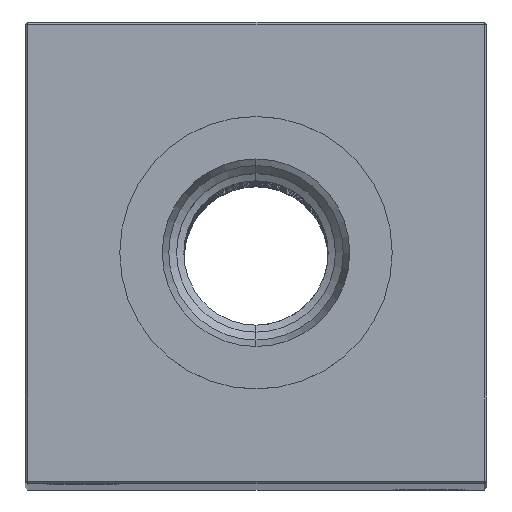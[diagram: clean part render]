
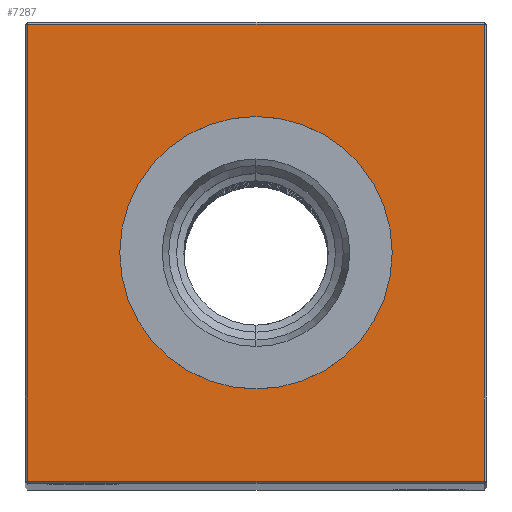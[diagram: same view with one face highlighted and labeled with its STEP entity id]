
A CAD part, top view. The second image highlights one B-rep face of the part: STEP entity #7287.
In plain terms, the highlighted planar face has unit normal (0, 0, 1).
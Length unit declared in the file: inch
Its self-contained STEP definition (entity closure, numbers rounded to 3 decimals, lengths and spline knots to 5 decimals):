
#254 = CARTESIAN_POINT ( 'NONE',  ( 0., 0., 16.25 ) ) ;
#333 = LINE ( 'NONE', #29811, #31059 ) ;
#682 = EDGE_CURVE ( 'NONE', #8962, #11837, #32957, .T. ) ;
#1753 = AXIS2_PLACEMENT_3D ( 'NONE', #18243, #31847, #7658 ) ;
#2047 = CARTESIAN_POINT ( 'NONE',  ( -0.99, 0.99, 16.25 ) ) ;
#2731 = DIRECTION ( 'NONE',  ( 0., 0., -1. ) ) ;
#2988 = DIRECTION ( 'NONE',  ( -1., 0., 0. ) ) ;
#4020 = CARTESIAN_POINT ( 'NONE',  ( 0., -0.99, 16.25 ) ) ;
#6182 = EDGE_CURVE ( 'NONE', #31619, #9721, #33962, .T. ) ;
#6993 = DIRECTION ( 'NONE',  ( 1., 0., 0. ) ) ;
#7099 = EDGE_LOOP ( 'NONE', ( #23096, #25276, #25194, #22544 ) ) ;
#7287 = ADVANCED_FACE ( 'NONE', ( #15599, #9602 ), #29041, .F. ) ;
#7658 = DIRECTION ( 'NONE',  ( -1., 0., 0. ) ) ;
#8104 = EDGE_LOOP ( 'NONE', ( #33829, #13091 ) ) ;
#8962 = VERTEX_POINT ( 'NONE', #9832 ) ;
#9256 = VECTOR ( 'NONE', #16228, 39.37008 ) ;
#9602 = FACE_BOUND ( 'NONE', #8104, .T. ) ;
#9721 = VERTEX_POINT ( 'NONE', #29652 ) ;
#9832 = CARTESIAN_POINT ( 'NONE',  ( 0., 0.59055, 16.25 ) ) ;
#11777 = VECTOR ( 'NONE', #33328, 39.37008 ) ;
#11837 = VERTEX_POINT ( 'NONE', #16178 ) ;
#12077 = AXIS2_PLACEMENT_3D ( 'NONE', #30566, #22433, #33207 ) ;
#13091 = ORIENTED_EDGE ( 'NONE', *, *, #33579, .T. ) ;
#15599 = FACE_OUTER_BOUND ( 'NONE', #7099, .T. ) ;
#16178 = CARTESIAN_POINT ( 'NONE',  ( 0., -0.59055, 16.25 ) ) ;
#16228 = DIRECTION ( 'NONE',  ( 0., 1., 0. ) ) ;
#18243 = CARTESIAN_POINT ( 'NONE',  ( 0., 0., 16.25 ) ) ;
#19377 = AXIS2_PLACEMENT_3D ( 'NONE', #254, #2731, #29391 ) ;
#21945 = VECTOR ( 'NONE', #6993, 39.37008 ) ;
#22369 = CARTESIAN_POINT ( 'NONE',  ( 0.99, -0.99, 16.25 ) ) ;
#22376 = LINE ( 'NONE', #32625, #11777 ) ;
#22433 = DIRECTION ( 'NONE',  ( 0., 0., -1. ) ) ;
#22544 = ORIENTED_EDGE ( 'NONE', *, *, #24656, .T. ) ;
#23096 = ORIENTED_EDGE ( 'NONE', *, *, #28229, .T. ) ;
#23195 = CARTESIAN_POINT ( 'NONE',  ( 0.99, 0., 16.25 ) ) ;
#24656 = EDGE_CURVE ( 'NONE', #9721, #34216, #333, .T. ) ;
#25194 = ORIENTED_EDGE ( 'NONE', *, *, #6182, .T. ) ;
#25276 = ORIENTED_EDGE ( 'NONE', *, *, #28403, .T. ) ;
#26012 = CARTESIAN_POINT ( 'NONE',  ( -0.99, -0.99, 16.25 ) ) ;
#28204 = LINE ( 'NONE', #4020, #21945 ) ;
#28229 = EDGE_CURVE ( 'NONE', #34216, #29444, #22376, .T. ) ;
#28403 = EDGE_CURVE ( 'NONE', #29444, #31619, #28204, .T. ) ;
#29041 = PLANE ( 'NONE',  #1753 ) ;
#29391 = DIRECTION ( 'NONE',  ( -1., 0., 0. ) ) ;
#29444 = VERTEX_POINT ( 'NONE', #26012 ) ;
#29652 = CARTESIAN_POINT ( 'NONE',  ( 0.99, 0.99, 16.25 ) ) ;
#29811 = CARTESIAN_POINT ( 'NONE',  ( 0., 0.99, 16.25 ) ) ;
#30566 = CARTESIAN_POINT ( 'NONE',  ( 0., 0., 16.25 ) ) ;
#31059 = VECTOR ( 'NONE', #2988, 39.37008 ) ;
#31619 = VERTEX_POINT ( 'NONE', #22369 ) ;
#31847 = DIRECTION ( 'NONE',  ( 0., 0., -1. ) ) ;
#32625 = CARTESIAN_POINT ( 'NONE',  ( -0.99, 0., 16.25 ) ) ;
#32957 = CIRCLE ( 'NONE', #12077, 0.59055 ) ;
#33207 = DIRECTION ( 'NONE',  ( -1., 0., 0. ) ) ;
#33328 = DIRECTION ( 'NONE',  ( 0., -1., 0. ) ) ;
#33579 = EDGE_CURVE ( 'NONE', #11837, #8962, #34608, .T. ) ;
#33829 = ORIENTED_EDGE ( 'NONE', *, *, #682, .T. ) ;
#33962 = LINE ( 'NONE', #23195, #9256 ) ;
#34216 = VERTEX_POINT ( 'NONE', #2047 ) ;
#34608 = CIRCLE ( 'NONE', #19377, 0.59055 ) ;
